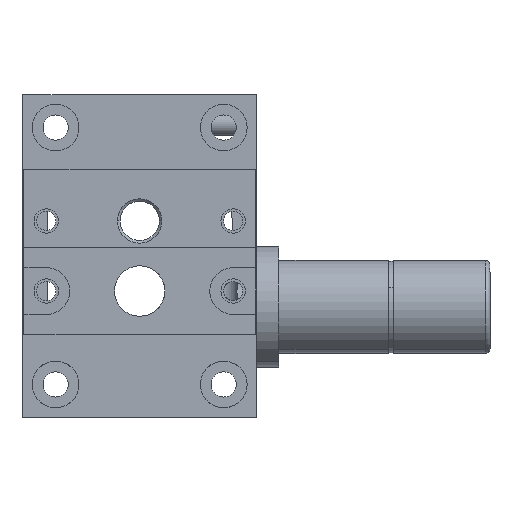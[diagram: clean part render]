
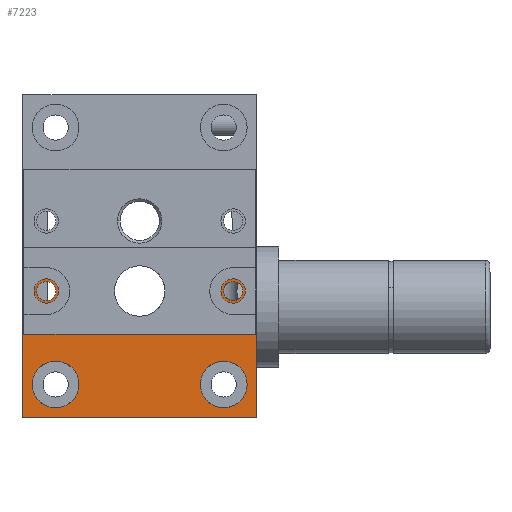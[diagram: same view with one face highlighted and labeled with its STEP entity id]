
A CAD part, front view. The second image highlights one B-rep face of the part: STEP entity #7223.
In plain terms, the highlighted planar face has unit normal (0, -1, 0).
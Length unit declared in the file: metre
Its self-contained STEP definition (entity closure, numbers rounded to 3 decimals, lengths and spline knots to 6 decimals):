
#60 = VERTEX_POINT ( 'NONE', #2856 ) ;
#87 = CARTESIAN_POINT ( 'NONE',  ( -0.015258, -0.055305, -0.00375 ) ) ;
#207 = CARTESIAN_POINT ( 'NONE',  ( -0.032058, -0.055305, 0.0009 ) ) ;
#234 = CARTESIAN_POINT ( 'NONE',  ( -0.032058, -0.055305, -0.01725 ) ) ;
#249 = VERTEX_POINT ( 'NONE', #234 ) ;
#443 = DIRECTION ( 'NONE',  ( 1., 0., 0. ) ) ;
#504 = EDGE_CURVE ( 'NONE', #249, #3012, #6110, .T. ) ;
#547 = DIRECTION ( 'NONE',  ( 1., 0., 0. ) ) ;
#674 = ORIENTED_EDGE ( 'NONE', *, *, #5958, .F. ) ;
#754 = CIRCLE ( 'NONE', #7225, 0.0025 ) ;
#849 = EDGE_LOOP ( 'NONE', ( #5247, #5568 ) ) ;
#954 = VERTEX_POINT ( 'NONE', #7489 ) ;
#1189 = FACE_BOUND ( 'NONE', #6097, .T. ) ;
#1196 = VERTEX_POINT ( 'NONE', #2656 ) ;
#1331 = CARTESIAN_POINT ( 'NONE',  ( -0.007058, -0.055305, -0.01725 ) ) ;
#1360 = DIRECTION ( 'NONE',  ( 1., 0., 0. ) ) ;
#1560 = LINE ( 'NONE', #207, #7094 ) ;
#1813 = DIRECTION ( 'NONE',  ( 1., 0., 0. ) ) ;
#1847 = CARTESIAN_POINT ( 'NONE',  ( -0.013058, -0.055305, -0.01375 ) ) ;
#1875 = VECTOR ( 'NONE', #3860, 1. ) ;
#1945 = PLANE ( 'NONE',  #2544 ) ;
#2023 = EDGE_CURVE ( 'NONE', #954, #2983, #4720, .T. ) ;
#2134 = CARTESIAN_POINT ( 'NONE',  ( -0.008533, -0.055305, -0.00375 ) ) ;
#2168 = AXIS2_PLACEMENT_3D ( 'NONE', #3987, #4764, #443 ) ;
#2182 = EDGE_CURVE ( 'NONE', #5773, #6130, #7240, .T. ) ;
#2434 = CIRCLE ( 'NONE', #7202, 0.0043 ) ;
#2440 = EDGE_CURVE ( 'NONE', #3012, #2983, #3504, .T. ) ;
#2460 = FACE_BOUND ( 'NONE', #5891, .T. ) ;
#2544 = AXIS2_PLACEMENT_3D ( 'NONE', #5125, #8310, #5947 ) ;
#2569 = CARTESIAN_POINT ( 'NONE',  ( -0.007058, -0.055305, 0.0009 ) ) ;
#2639 = DIRECTION ( 'NONE',  ( 1., 0., 0. ) ) ;
#2656 = CARTESIAN_POINT ( 'NONE',  ( -0.023858, -0.055305, -0.00375 ) ) ;
#2700 = DIRECTION ( 'NONE',  ( 1., 0., 0. ) ) ;
#2719 = FACE_BOUND ( 'NONE', #6394, .T. ) ;
#2856 = CARTESIAN_POINT ( 'NONE',  ( -0.030583, -0.055305, -0.00375 ) ) ;
#2983 = VERTEX_POINT ( 'NONE', #10330 ) ;
#3012 = VERTEX_POINT ( 'NONE', #1331 ) ;
#3066 = CARTESIAN_POINT ( 'NONE',  ( -0.032058, -0.055305, -0.01725 ) ) ;
#3192 = CIRCLE ( 'NONE', #4269, 0.0025 ) ;
#3200 = ORIENTED_EDGE ( 'NONE', *, *, #504, .T. ) ;
#3385 = CARTESIAN_POINT ( 'NONE',  ( -0.010558, -0.055305, -0.01375 ) ) ;
#3504 = LINE ( 'NONE', #2569, #4642 ) ;
#3696 = CIRCLE ( 'NONE', #9807, 0.0025 ) ;
#3723 = EDGE_CURVE ( 'NONE', #4989, #1196, #2434, .T. ) ;
#3779 = VERTEX_POINT ( 'NONE', #6285 ) ;
#3860 = DIRECTION ( 'NONE',  ( 1., 0., 0. ) ) ;
#3893 = AXIS2_PLACEMENT_3D ( 'NONE', #4339, #6799, #9225 ) ;
#3985 = CARTESIAN_POINT ( 'NONE',  ( -0.029558, -0.055305, -0.00375 ) ) ;
#3987 = CARTESIAN_POINT ( 'NONE',  ( -0.009558, -0.055305, -0.00375 ) ) ;
#4005 = AXIS2_PLACEMENT_3D ( 'NONE', #9305, #6810, #2700 ) ;
#4018 = VERTEX_POINT ( 'NONE', #8320 ) ;
#4141 = ORIENTED_EDGE ( 'NONE', *, *, #2023, .F. ) ;
#4148 = CARTESIAN_POINT ( 'NONE',  ( -0.028558, -0.055305, -0.01375 ) ) ;
#4269 = AXIS2_PLACEMENT_3D ( 'NONE', #4148, #6671, #2639 ) ;
#4339 = CARTESIAN_POINT ( 'NONE',  ( -0.009558, -0.055305, -0.00375 ) ) ;
#4462 = EDGE_CURVE ( 'NONE', #5698, #60, #5098, .T. ) ;
#4587 = CARTESIAN_POINT ( 'NONE',  ( -0.019558, -0.055305, -0.00375 ) ) ;
#4642 = VECTOR ( 'NONE', #8175, 1. ) ;
#4646 = FACE_OUTER_BOUND ( 'NONE', #6587, .T. ) ;
#4720 = LINE ( 'NONE', #5022, #6721 ) ;
#4764 = DIRECTION ( 'NONE',  ( 0., -1., 0. ) ) ;
#4768 = ORIENTED_EDGE ( 'NONE', *, *, #6607, .F. ) ;
#4928 = ORIENTED_EDGE ( 'NONE', *, *, #4462, .F. ) ;
#4989 = VERTEX_POINT ( 'NONE', #87 ) ;
#5022 = CARTESIAN_POINT ( 'NONE',  ( -0.032058, -0.055305, 0.0009 ) ) ;
#5038 = EDGE_CURVE ( 'NONE', #3779, #4018, #3192, .T. ) ;
#5098 = CIRCLE ( 'NONE', #6344, 0.001025 ) ;
#5125 = CARTESIAN_POINT ( 'NONE',  ( -0.032058, -0.055305, 0.0009 ) ) ;
#5222 = ORIENTED_EDGE ( 'NONE', *, *, #8994, .F. ) ;
#5247 = ORIENTED_EDGE ( 'NONE', *, *, #5408, .F. ) ;
#5301 = VERTEX_POINT ( 'NONE', #7038 ) ;
#5349 = ORIENTED_EDGE ( 'NONE', *, *, #3723, .F. ) ;
#5384 = ORIENTED_EDGE ( 'NONE', *, *, #5038, .F. ) ;
#5408 = EDGE_CURVE ( 'NONE', #6130, #5773, #3696, .T. ) ;
#5568 = ORIENTED_EDGE ( 'NONE', *, *, #2182, .F. ) ;
#5698 = VERTEX_POINT ( 'NONE', #10007 ) ;
#5773 = VERTEX_POINT ( 'NONE', #1847 ) ;
#5794 = DIRECTION ( 'NONE',  ( 1., 0., 0. ) ) ;
#5891 = EDGE_LOOP ( 'NONE', ( #5349, #9363 ) ) ;
#5947 = DIRECTION ( 'NONE',  ( 0., 0., -1. ) ) ;
#5958 = EDGE_CURVE ( 'NONE', #9954, #5301, #9351, .T. ) ;
#6071 = CIRCLE ( 'NONE', #3893, 0.001025 ) ;
#6079 = DIRECTION ( 'NONE',  ( 0., 0., 1. ) ) ;
#6097 = EDGE_LOOP ( 'NONE', ( #674, #5222 ) ) ;
#6110 = LINE ( 'NONE', #3066, #1875 ) ;
#6130 = VERTEX_POINT ( 'NONE', #8908 ) ;
#6285 = CARTESIAN_POINT ( 'NONE',  ( -0.026058, -0.055305, -0.01375 ) ) ;
#6337 = CARTESIAN_POINT ( 'NONE',  ( -0.010558, -0.055305, -0.01375 ) ) ;
#6344 = AXIS2_PLACEMENT_3D ( 'NONE', #8272, #9940, #1813 ) ;
#6394 = EDGE_LOOP ( 'NONE', ( #4928, #7049 ) ) ;
#6493 = EDGE_CURVE ( 'NONE', #4018, #3779, #754, .T. ) ;
#6587 = EDGE_LOOP ( 'NONE', ( #8251, #4141, #4768, #3200 ) ) ;
#6606 = DIRECTION ( 'NONE',  ( 0., -1., 0. ) ) ;
#6607 = EDGE_CURVE ( 'NONE', #249, #954, #1560, .T. ) ;
#6671 = DIRECTION ( 'NONE',  ( 0., -1., 0. ) ) ;
#6721 = VECTOR ( 'NONE', #8325, 1. ) ;
#6799 = DIRECTION ( 'NONE',  ( 0., -1., 0. ) ) ;
#6810 = DIRECTION ( 'NONE',  ( 0., -1., 0. ) ) ;
#6846 = FACE_BOUND ( 'NONE', #849, .T. ) ;
#7038 = CARTESIAN_POINT ( 'NONE',  ( -0.010583, -0.055305, -0.00375 ) ) ;
#7049 = ORIENTED_EDGE ( 'NONE', *, *, #7446, .F. ) ;
#7094 = VECTOR ( 'NONE', #6079, 1. ) ;
#7202 = AXIS2_PLACEMENT_3D ( 'NONE', #4587, #8909, #1360 ) ;
#7223 = ADVANCED_FACE ( 'NONE', ( #1189, #6846, #2460, #2719, #7614, #4646 ), #1945, .F. ) ;
#7225 = AXIS2_PLACEMENT_3D ( 'NONE', #10704, #6606, #8225 ) ;
#7240 = CIRCLE ( 'NONE', #9040, 0.0025 ) ;
#7365 = DIRECTION ( 'NONE',  ( 1., 0., 0. ) ) ;
#7446 = EDGE_CURVE ( 'NONE', #60, #5698, #9802, .T. ) ;
#7489 = CARTESIAN_POINT ( 'NONE',  ( -0.032058, -0.055305, 0.0009 ) ) ;
#7614 = FACE_BOUND ( 'NONE', #10331, .T. ) ;
#8175 = DIRECTION ( 'NONE',  ( 0., 0., 1. ) ) ;
#8225 = DIRECTION ( 'NONE',  ( 1., 0., 0. ) ) ;
#8231 = DIRECTION ( 'NONE',  ( 0., -1., 0. ) ) ;
#8251 = ORIENTED_EDGE ( 'NONE', *, *, #2440, .T. ) ;
#8264 = EDGE_CURVE ( 'NONE', #1196, #4989, #9955, .T. ) ;
#8272 = CARTESIAN_POINT ( 'NONE',  ( -0.029558, -0.055305, -0.00375 ) ) ;
#8310 = DIRECTION ( 'NONE',  ( 0., 1., 0. ) ) ;
#8320 = CARTESIAN_POINT ( 'NONE',  ( -0.031058, -0.055305, -0.01375 ) ) ;
#8325 = DIRECTION ( 'NONE',  ( 1., 0., 0. ) ) ;
#8798 = DIRECTION ( 'NONE',  ( 0., -1., 0. ) ) ;
#8908 = CARTESIAN_POINT ( 'NONE',  ( -0.008058, -0.055305, -0.01375 ) ) ;
#8909 = DIRECTION ( 'NONE',  ( 0., -1., 0. ) ) ;
#8971 = AXIS2_PLACEMENT_3D ( 'NONE', #3985, #10708, #7365 ) ;
#8994 = EDGE_CURVE ( 'NONE', #5301, #9954, #6071, .T. ) ;
#9040 = AXIS2_PLACEMENT_3D ( 'NONE', #3385, #8231, #5794 ) ;
#9225 = DIRECTION ( 'NONE',  ( 1., 0., 0. ) ) ;
#9305 = CARTESIAN_POINT ( 'NONE',  ( -0.019558, -0.055305, -0.00375 ) ) ;
#9351 = CIRCLE ( 'NONE', #2168, 0.001025 ) ;
#9363 = ORIENTED_EDGE ( 'NONE', *, *, #8264, .F. ) ;
#9802 = CIRCLE ( 'NONE', #8971, 0.001025 ) ;
#9807 = AXIS2_PLACEMENT_3D ( 'NONE', #6337, #8798, #547 ) ;
#9940 = DIRECTION ( 'NONE',  ( 0., -1., 0. ) ) ;
#9954 = VERTEX_POINT ( 'NONE', #2134 ) ;
#9955 = CIRCLE ( 'NONE', #4005, 0.0043 ) ;
#10007 = CARTESIAN_POINT ( 'NONE',  ( -0.028533, -0.055305, -0.00375 ) ) ;
#10133 = ORIENTED_EDGE ( 'NONE', *, *, #6493, .F. ) ;
#10330 = CARTESIAN_POINT ( 'NONE',  ( -0.007058, -0.055305, 0.0009 ) ) ;
#10331 = EDGE_LOOP ( 'NONE', ( #5384, #10133 ) ) ;
#10704 = CARTESIAN_POINT ( 'NONE',  ( -0.028558, -0.055305, -0.01375 ) ) ;
#10708 = DIRECTION ( 'NONE',  ( 0., -1., 0. ) ) ;
